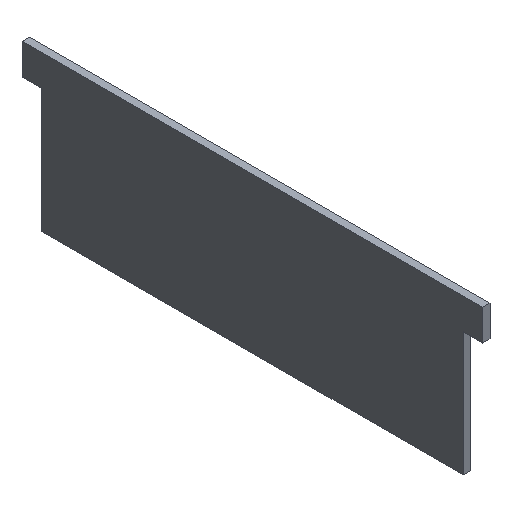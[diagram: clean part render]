
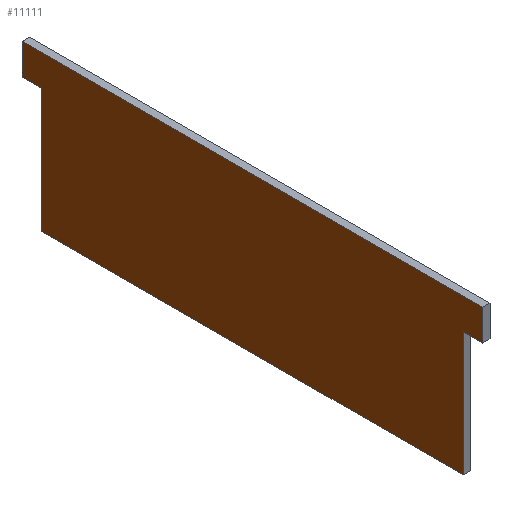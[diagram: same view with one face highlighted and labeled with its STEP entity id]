
A CAD part, isometric view. The second image highlights one B-rep face of the part: STEP entity #11111.
In plain terms, the highlighted planar face has unit normal (-1, 0, 0).
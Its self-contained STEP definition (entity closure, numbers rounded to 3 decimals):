
#1645=FACE_OUTER_BOUND('',#2297,.T.);
#2297=EDGE_LOOP('',(#10232,#10233,#10234,#10235,#10236,#10237,#10238,#10239));
#3262=LINE('',#19356,#4241);
#3264=LINE('',#19360,#4243);
#3266=LINE('',#19364,#4245);
#3268=LINE('',#19368,#4247);
#3270=LINE('',#19372,#4249);
#3272=LINE('',#19376,#4251);
#3274=LINE('',#19380,#4253);
#3276=LINE('',#19383,#4255);
#4241=VECTOR('',#12893,10.);
#4243=VECTOR('',#12897,10.);
#4245=VECTOR('',#12901,10.);
#4247=VECTOR('',#12905,10.);
#4249=VECTOR('',#12909,10.);
#4251=VECTOR('',#12913,10.);
#4253=VECTOR('',#12917,10.);
#4255=VECTOR('',#12921,10.);
#5336=VERTEX_POINT('',#19353);
#5337=VERTEX_POINT('',#19355);
#5338=VERTEX_POINT('',#19359);
#5339=VERTEX_POINT('',#19363);
#5340=VERTEX_POINT('',#19367);
#5341=VERTEX_POINT('',#19371);
#5342=VERTEX_POINT('',#19375);
#5343=VERTEX_POINT('',#19379);
#6961=EDGE_CURVE('',#5337,#5336,#3262,.T.);
#6963=EDGE_CURVE('',#5338,#5337,#3264,.T.);
#6965=EDGE_CURVE('',#5339,#5338,#3266,.T.);
#6967=EDGE_CURVE('',#5340,#5339,#3268,.T.);
#6969=EDGE_CURVE('',#5341,#5340,#3270,.T.);
#6971=EDGE_CURVE('',#5342,#5341,#3272,.T.);
#6973=EDGE_CURVE('',#5343,#5342,#3274,.T.);
#6975=EDGE_CURVE('',#5336,#5343,#3276,.T.);
#10232=ORIENTED_EDGE('',*,*,#6975,.T.);
#10233=ORIENTED_EDGE('',*,*,#6973,.T.);
#10234=ORIENTED_EDGE('',*,*,#6971,.T.);
#10235=ORIENTED_EDGE('',*,*,#6969,.T.);
#10236=ORIENTED_EDGE('',*,*,#6967,.T.);
#10237=ORIENTED_EDGE('',*,*,#6965,.T.);
#10238=ORIENTED_EDGE('',*,*,#6963,.T.);
#10239=ORIENTED_EDGE('',*,*,#6961,.T.);
#10512=PLANE('',#11398);
#11111=ADVANCED_FACE('',(#1645),#10512,.T.);
#11398=AXIS2_PLACEMENT_3D('',#19385,#12924,#12925);
#12893=DIRECTION('',(0.,-1.,0.));
#12897=DIRECTION('',(0.,0.,-1.));
#12901=DIRECTION('',(0.,-1.,0.));
#12905=DIRECTION('',(0.,0.,-1.));
#12909=DIRECTION('',(0.,1.,0.));
#12913=DIRECTION('',(0.,0.,1.));
#12917=DIRECTION('',(0.,-1.,0.));
#12921=DIRECTION('',(0.,0.,1.));
#12924=DIRECTION('center_axis',(-1.,0.,0.));
#12925=DIRECTION('ref_axis',(0.,0.,1.));
#19353=CARTESIAN_POINT('',(-1.9,-54.5,0.));
#19355=CARTESIAN_POINT('',(-1.9,54.5,0.));
#19356=CARTESIAN_POINT('',(-1.9,54.5,0.));
#19359=CARTESIAN_POINT('',(-1.9,54.5,32.));
#19360=CARTESIAN_POINT('',(-1.9,54.5,32.));
#19363=CARTESIAN_POINT('',(-1.9,59.5,32.));
#19364=CARTESIAN_POINT('',(-1.9,59.5,32.));
#19367=CARTESIAN_POINT('',(-1.9,59.5,40.));
#19368=CARTESIAN_POINT('',(-1.9,59.5,40.));
#19371=CARTESIAN_POINT('',(-1.9,-59.5,40.));
#19372=CARTESIAN_POINT('',(-1.9,-59.5,40.));
#19375=CARTESIAN_POINT('',(-1.9,-59.5,32.));
#19376=CARTESIAN_POINT('',(-1.9,-59.5,32.));
#19379=CARTESIAN_POINT('',(-1.9,-54.5,32.));
#19380=CARTESIAN_POINT('',(-1.9,-54.5,32.));
#19383=CARTESIAN_POINT('',(-1.9,-54.5,0.));
#19385=CARTESIAN_POINT('Origin',(-1.9,0.,20.));
